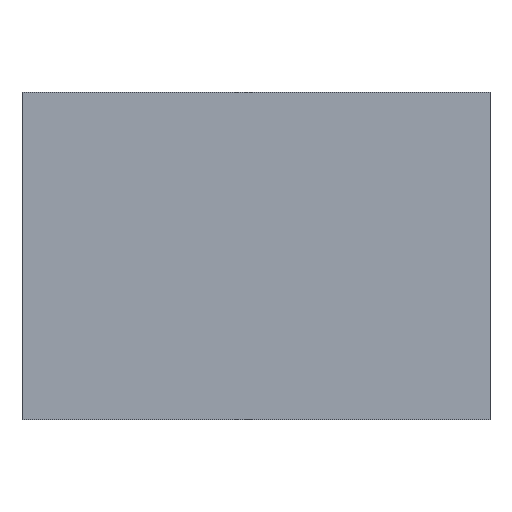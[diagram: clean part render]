
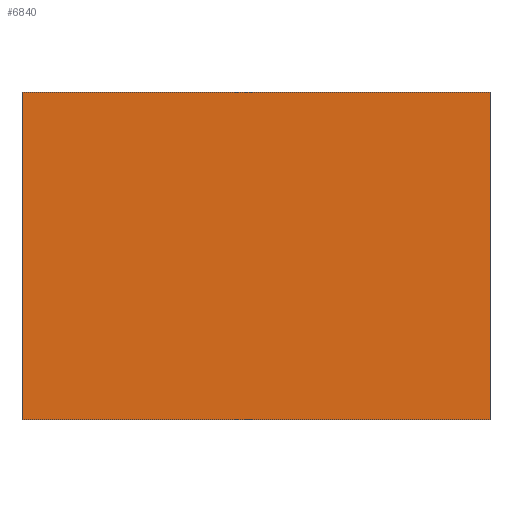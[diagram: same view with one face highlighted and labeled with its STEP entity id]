
A CAD part, front view. The second image highlights one B-rep face of the part: STEP entity #6840.
In plain terms, the highlighted planar face has unit normal (0, -1, 0).
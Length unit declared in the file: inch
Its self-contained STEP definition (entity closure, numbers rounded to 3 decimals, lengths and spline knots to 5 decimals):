
#134 = LINE ( 'NONE', #5554, #1288 ) ;
#214 = CARTESIAN_POINT ( 'NONE',  ( 1.25, -0.44, -0.875 ) ) ;
#345 = CARTESIAN_POINT ( 'NONE',  ( 1.25, -0.44, 0.875 ) ) ;
#357 = CARTESIAN_POINT ( 'NONE',  ( -1.25, -0.44, 0.875 ) ) ;
#733 = EDGE_CURVE ( 'NONE', #2228, #2923, #134, .T. ) ;
#1062 = FACE_OUTER_BOUND ( 'NONE', #8327, .T. ) ;
#1098 = CARTESIAN_POINT ( 'NONE',  ( -1.25, -0.44, -0.875 ) ) ;
#1228 = DIRECTION ( 'NONE',  ( 1., 0., 0. ) ) ;
#1288 = VECTOR ( 'NONE', #3449, 39.37008 ) ;
#2042 = CARTESIAN_POINT ( 'NONE',  ( -1.25, -0.44, -0.875 ) ) ;
#2121 = ORIENTED_EDGE ( 'NONE', *, *, #8534, .T. ) ;
#2228 = VERTEX_POINT ( 'NONE', #2042 ) ;
#2423 = CARTESIAN_POINT ( 'NONE',  ( -1.25, -0.44, 0.875 ) ) ;
#2663 = VECTOR ( 'NONE', #1228, 39.37008 ) ;
#2923 = VERTEX_POINT ( 'NONE', #2423 ) ;
#3034 = DIRECTION ( 'NONE',  ( 0., -1., 0. ) ) ;
#3449 = DIRECTION ( 'NONE',  ( 0., 0., 1. ) ) ;
#3555 = DIRECTION ( 'NONE',  ( 0., 0., 1. ) ) ;
#3743 = EDGE_CURVE ( 'NONE', #2228, #4191, #6676, .T. ) ;
#3942 = ORIENTED_EDGE ( 'NONE', *, *, #6282, .F. ) ;
#4191 = VERTEX_POINT ( 'NONE', #214 ) ;
#4283 = LINE ( 'NONE', #7565, #7702 ) ;
#5133 = PLANE ( 'NONE',  #7867 ) ;
#5554 = CARTESIAN_POINT ( 'NONE',  ( -1.25, -0.44, -0.875 ) ) ;
#6076 = ORIENTED_EDGE ( 'NONE', *, *, #733, .F. ) ;
#6180 = VECTOR ( 'NONE', #7870, 39.37008 ) ;
#6282 = EDGE_CURVE ( 'NONE', #2923, #6531, #6483, .T. ) ;
#6483 = LINE ( 'NONE', #357, #6180 ) ;
#6531 = VERTEX_POINT ( 'NONE', #345 ) ;
#6543 = CARTESIAN_POINT ( 'NONE',  ( -1.25, -0.44, -0.875 ) ) ;
#6676 = LINE ( 'NONE', #6543, #2663 ) ;
#6840 = ADVANCED_FACE ( 'NONE', ( #1062 ), #5133, .T. ) ;
#7565 = CARTESIAN_POINT ( 'NONE',  ( 1.25, -0.44, -0.875 ) ) ;
#7702 = VECTOR ( 'NONE', #3555, 39.37008 ) ;
#7802 = DIRECTION ( 'NONE',  ( 0., 0., -1. ) ) ;
#7867 = AXIS2_PLACEMENT_3D ( 'NONE', #1098, #3034, #7802 ) ;
#7870 = DIRECTION ( 'NONE',  ( 1., 0., 0. ) ) ;
#8327 = EDGE_LOOP ( 'NONE', ( #3942, #6076, #8760, #2121 ) ) ;
#8534 = EDGE_CURVE ( 'NONE', #4191, #6531, #4283, .T. ) ;
#8760 = ORIENTED_EDGE ( 'NONE', *, *, #3743, .T. ) ;
